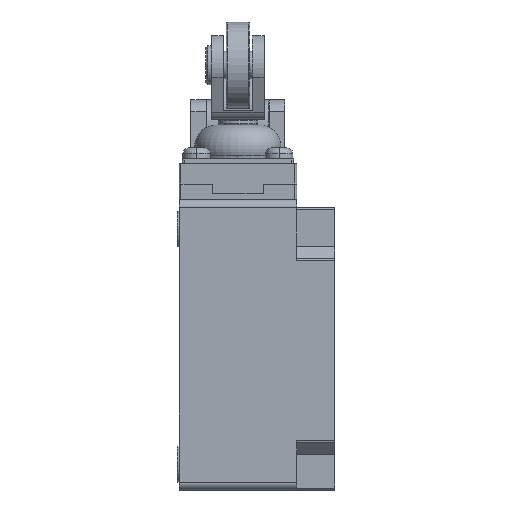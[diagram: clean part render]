
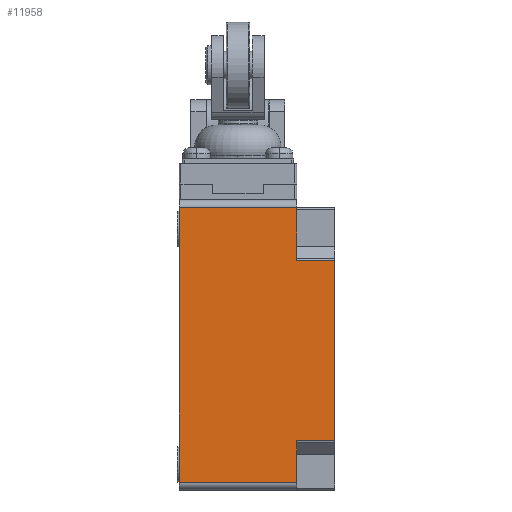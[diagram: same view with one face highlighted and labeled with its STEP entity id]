
A CAD part, left-side view. The second image highlights one B-rep face of the part: STEP entity #11958.
In plain terms, the highlighted planar face has unit normal (-1, 0, 0).
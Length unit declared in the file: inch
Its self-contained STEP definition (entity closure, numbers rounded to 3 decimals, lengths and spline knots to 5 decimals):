
#35 = VERTEX_POINT ( 'NONE', #5921 ) ;
#210 = EDGE_CURVE ( 'NONE', #35, #6946, #8260, .T. ) ;
#272 = CARTESIAN_POINT ( 'NONE',  ( -0.80709, -0.01969, 0.21654 ) ) ;
#343 = DIRECTION ( 'NONE',  ( 0., 0., 1. ) ) ;
#383 = CARTESIAN_POINT ( 'NONE',  ( -0.80709, -1.20079, -2.61811 ) ) ;
#524 = DIRECTION ( 'NONE',  ( 0., 0., 1. ) ) ;
#1684 = CARTESIAN_POINT ( 'NONE',  ( -0.80709, -0.01969, -2.61811 ) ) ;
#2217 = ORIENTED_EDGE ( 'NONE', *, *, #7035, .T. ) ;
#2638 = ORIENTED_EDGE ( 'NONE', *, *, #210, .F. ) ;
#2766 = VERTEX_POINT ( 'NONE', #4036 ) ;
#2886 = FACE_OUTER_BOUND ( 'NONE', #11702, .T. ) ;
#3023 = EDGE_CURVE ( 'NONE', #2766, #6946, #10687, .T. ) ;
#3058 = VERTEX_POINT ( 'NONE', #3587 ) ;
#3186 = VECTOR ( 'NONE', #12110, 39.37008 ) ;
#3304 = CARTESIAN_POINT ( 'NONE',  ( -0.80709, -1.58465, -0.31496 ) ) ;
#3553 = VECTOR ( 'NONE', #7900, 39.37008 ) ;
#3587 = CARTESIAN_POINT ( 'NONE',  ( -0.80709, -1.20079, -0.31496 ) ) ;
#4036 = CARTESIAN_POINT ( 'NONE',  ( -0.80709, -0.01969, 0.21654 ) ) ;
#4320 = CARTESIAN_POINT ( 'NONE',  ( -0.80709, -1.20079, -2.12598 ) ) ;
#4501 = LINE ( 'NONE', #4586, #9694 ) ;
#4586 = CARTESIAN_POINT ( 'NONE',  ( -0.80709, -1.20079, -2.61811 ) ) ;
#4973 = VERTEX_POINT ( 'NONE', #3304 ) ;
#5073 = DIRECTION ( 'NONE',  ( 0., -1., 0. ) ) ;
#5780 = CARTESIAN_POINT ( 'NONE',  ( -0.80709, -1.58465, -2.12598 ) ) ;
#5790 = VECTOR ( 'NONE', #7457, 39.37008 ) ;
#5860 = ORIENTED_EDGE ( 'NONE', *, *, #11117, .T. ) ;
#5893 = ORIENTED_EDGE ( 'NONE', *, *, #10654, .T. ) ;
#5921 = CARTESIAN_POINT ( 'NONE',  ( -0.80709, -1.20079, -2.53937 ) ) ;
#6238 = CARTESIAN_POINT ( 'NONE',  ( -0.80709, -1.58465, -2.61811 ) ) ;
#6617 = CARTESIAN_POINT ( 'NONE',  ( -0.80709, -1.20079, 0.21654 ) ) ;
#6855 = VECTOR ( 'NONE', #5073, 39.37008 ) ;
#6946 = VERTEX_POINT ( 'NONE', #11761 ) ;
#7035 = EDGE_CURVE ( 'NONE', #12090, #4973, #9564, .T. ) ;
#7050 = DIRECTION ( 'NONE',  ( 0., 1., 0. ) ) ;
#7125 = EDGE_CURVE ( 'NONE', #3058, #8782, #4501, .T. ) ;
#7454 = LINE ( 'NONE', #10713, #6855 ) ;
#7457 = DIRECTION ( 'NONE',  ( 0., 0., -1. ) ) ;
#7674 = EDGE_CURVE ( 'NONE', #8782, #2766, #10414, .T. ) ;
#7900 = DIRECTION ( 'NONE',  ( 0., 1., 0. ) ) ;
#8060 = ORIENTED_EDGE ( 'NONE', *, *, #7674, .T. ) ;
#8175 = ORIENTED_EDGE ( 'NONE', *, *, #3023, .T. ) ;
#8180 = ORIENTED_EDGE ( 'NONE', *, *, #9848, .T. ) ;
#8260 = LINE ( 'NONE', #11078, #3186 ) ;
#8284 = PLANE ( 'NONE',  #10783 ) ;
#8374 = DIRECTION ( 'NONE',  ( -1., 0., 0. ) ) ;
#8456 = DIRECTION ( 'NONE',  ( 0., 0., 1. ) ) ;
#8782 = VERTEX_POINT ( 'NONE', #6617 ) ;
#8870 = CARTESIAN_POINT ( 'NONE',  ( -0.80709, -0.01969, -0.31496 ) ) ;
#9564 = LINE ( 'NONE', #6238, #12099 ) ;
#9694 = VECTOR ( 'NONE', #8456, 39.37008 ) ;
#9766 = LINE ( 'NONE', #8870, #10057 ) ;
#9818 = ORIENTED_EDGE ( 'NONE', *, *, #7125, .T. ) ;
#9848 = EDGE_CURVE ( 'NONE', #35, #11856, #12119, .T. ) ;
#10057 = VECTOR ( 'NONE', #7050, 39.37008 ) ;
#10414 = LINE ( 'NONE', #272, #3553 ) ;
#10654 = EDGE_CURVE ( 'NONE', #11856, #12090, #7454, .T. ) ;
#10687 = LINE ( 'NONE', #12248, #5790 ) ;
#10713 = CARTESIAN_POINT ( 'NONE',  ( -0.80709, -0.01969, -2.12598 ) ) ;
#10783 = AXIS2_PLACEMENT_3D ( 'NONE', #1684, #8374, #11339 ) ;
#11045 = VECTOR ( 'NONE', #343, 39.37008 ) ;
#11078 = CARTESIAN_POINT ( 'NONE',  ( -0.80709, -0.01969, -2.53937 ) ) ;
#11117 = EDGE_CURVE ( 'NONE', #4973, #3058, #9766, .T. ) ;
#11339 = DIRECTION ( 'NONE',  ( 0., 0., 1. ) ) ;
#11702 = EDGE_LOOP ( 'NONE', ( #8175, #2638, #8180, #5893, #2217, #5860, #9818, #8060 ) ) ;
#11761 = CARTESIAN_POINT ( 'NONE',  ( -0.80709, -0.01969, -2.53937 ) ) ;
#11856 = VERTEX_POINT ( 'NONE', #4320 ) ;
#11958 = ADVANCED_FACE ( 'NONE', ( #2886 ), #8284, .T. ) ;
#12090 = VERTEX_POINT ( 'NONE', #5780 ) ;
#12099 = VECTOR ( 'NONE', #524, 39.37008 ) ;
#12110 = DIRECTION ( 'NONE',  ( 0., 1., 0. ) ) ;
#12119 = LINE ( 'NONE', #383, #11045 ) ;
#12248 = CARTESIAN_POINT ( 'NONE',  ( -0.80709, -0.01969, 0.37402 ) ) ;
